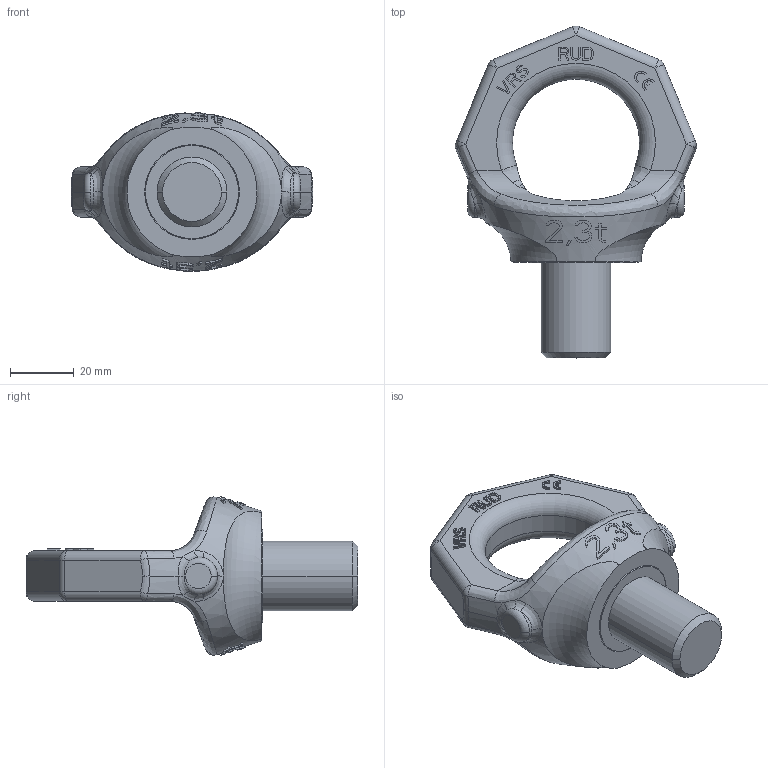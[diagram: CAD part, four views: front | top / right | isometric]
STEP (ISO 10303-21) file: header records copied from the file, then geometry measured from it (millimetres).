
FILE_DESCRIPTION((''),'2;1');
FILE_NAME('001-M35308-P-5_ASM','2018-08-21T',('Andreas.Wendler'),(''),'PRO/ENGINEER BY PARAMETRIC TECHNOLOGY CORPORATION, 2011490','PRO/ENGINEER BY PARAMETRIC TECHNOLOGY CORPORATION, 2011490','');
FILE_SCHEMA(('CONFIG_CONTROL_DESIGN'));
Length unit declared in the file: millimetre
Products named in the file (3): 001-M35308-P-1; 001-M32451-P-1; 001-M35308-P-5_ASM
Assembly tree (2 placements, depth 2):
  001-M35308-P-5_ASM
    001-M35308-P-1
    001-M32451-P-1
Bounding box: 75.96 x 104.44 x 49.87 mm (x, y, z)
Volume: 74020.5 mm3; surface area: 20788.6 mm2
Topology: 2 solids, 2 shells, 607 faces, 1677 edges, 1097 vertices
Faces by surface type: plane 494, bspline 58, cylinder 33, torus 10, sphere 10, cone 2
Entity records: 23995 total; most frequent: CARTESIAN_POINT 9629, ORIENTED_EDGE 3354, DIRECTION 2360, EDGE_CURVE 1677, VERTEX_POINT 1097, VECTOR 1006, LINE 1006, AXIS2_PLACEMENT_3D 677
